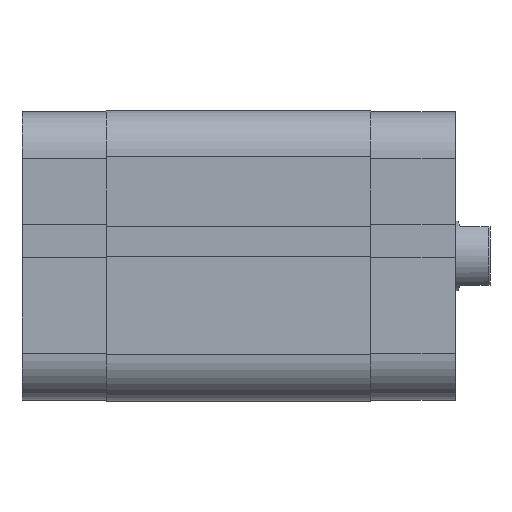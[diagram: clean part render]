
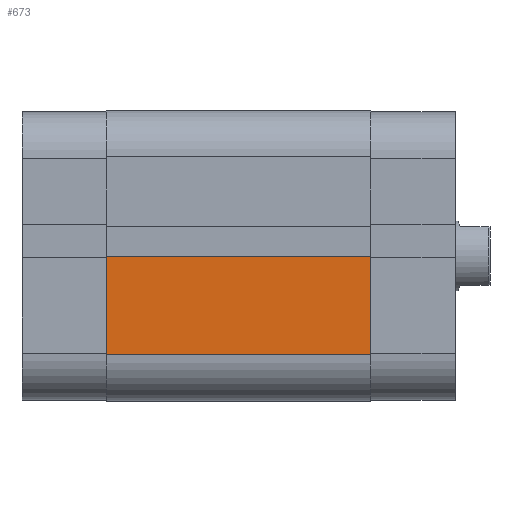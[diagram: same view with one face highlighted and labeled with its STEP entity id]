
A CAD part, top view. The second image highlights one B-rep face of the part: STEP entity #673.
In plain terms, the highlighted face is planar.
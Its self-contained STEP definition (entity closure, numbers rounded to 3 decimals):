
#84 = VERTEX_POINT ( 'NONE', #5548 ) ;
#86 = VERTEX_POINT ( 'NONE', #5549 ) ;
#154 = VERTEX_POINT ( 'NONE', #5557 ) ;
#171 = VERTEX_POINT ( 'NONE', #5574 ) ;
#196 = EDGE_CURVE ( 'NONE', #154, #86, #1183, .T. ) ;
#632 = EDGE_CURVE ( 'NONE', #84, #86, #2164, .T. ) ;
#673 = ADVANCED_FACE ( 'NONE', ( #2222 ), #3234, .F. ) ;
#1176 = VECTOR ( 'NONE', #5603, 1000. ) ;
#1183 = LINE ( 'NONE', #5602, #1176 ) ;
#1304 = EDGE_CURVE ( 'NONE', #171, #154, #2652, .T. ) ;
#1309 = EDGE_CURVE ( 'NONE', #171, #84, #2653, .T. ) ;
#1534 = AXIS2_PLACEMENT_3D ( 'NONE', #3241, #3253, #3255 ) ;
#2164 = LINE ( 'NONE', #3004, #2165 ) ;
#2165 = VECTOR ( 'NONE', #3005, 1000. ) ;
#2222 = FACE_OUTER_BOUND ( 'NONE', #3099, .T. ) ;
#2649 = VECTOR ( 'NONE', #4901, 1000. ) ;
#2652 = LINE ( 'NONE', #4886, #2649 ) ;
#2653 = LINE ( 'NONE', #4913, #2662 ) ;
#2662 = VECTOR ( 'NONE', #4925, 1000. ) ;
#3004 = CARTESIAN_POINT ( 'NONE',  ( 17., -25., 45.5 ) ) ;
#3005 = DIRECTION ( 'NONE',  ( 0., 0., -1. ) ) ;
#3099 = EDGE_LOOP ( 'NONE', ( #4906, #4904, #4903, #4902 ) ) ;
#3234 = PLANE ( 'NONE',  #1534 ) ;
#3241 = CARTESIAN_POINT ( 'NONE',  ( 0., -25., 45.5 ) ) ;
#3253 = DIRECTION ( 'NONE',  ( 0., 1., 0. ) ) ;
#3255 = DIRECTION ( 'NONE',  ( -1., 0., 0. ) ) ;
#4886 = CARTESIAN_POINT ( 'NONE',  ( 0.1, -25., 45.5 ) ) ;
#4902 = ORIENTED_EDGE ( 'NONE', *, *, #1304, .T. ) ;
#4901 = DIRECTION ( 'NONE',  ( 0., 0., -1. ) ) ;
#4903 = ORIENTED_EDGE ( 'NONE', *, *, #1309, .F. ) ;
#4904 = ORIENTED_EDGE ( 'NONE', *, *, #632, .F. ) ;
#4906 = ORIENTED_EDGE ( 'NONE', *, *, #196, .T. ) ;
#4913 = CARTESIAN_POINT ( 'NONE',  ( 0., -25., 45.5 ) ) ;
#4925 = DIRECTION ( 'NONE',  ( 1., 0., 0. ) ) ;
#5548 = CARTESIAN_POINT ( 'NONE',  ( 17., -25., 45.5 ) ) ;
#5549 = CARTESIAN_POINT ( 'NONE',  ( 17., -25., 0. ) ) ;
#5557 = CARTESIAN_POINT ( 'NONE',  ( 0.1, -25., 0. ) ) ;
#5574 = CARTESIAN_POINT ( 'NONE',  ( 0.1, -25., 45.5 ) ) ;
#5602 = CARTESIAN_POINT ( 'NONE',  ( 0., -25., 0. ) ) ;
#5603 = DIRECTION ( 'NONE',  ( 1., 0., 0. ) ) ;
